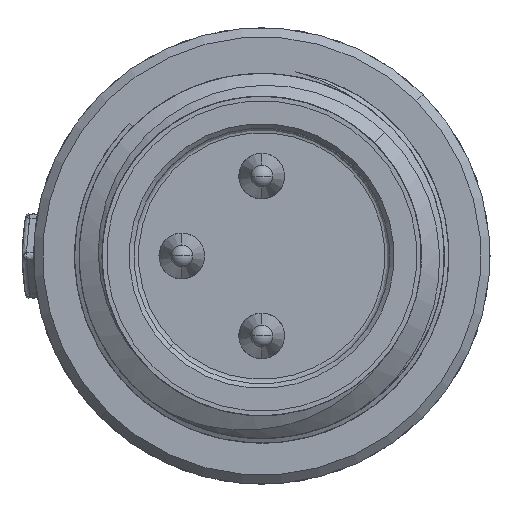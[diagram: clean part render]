
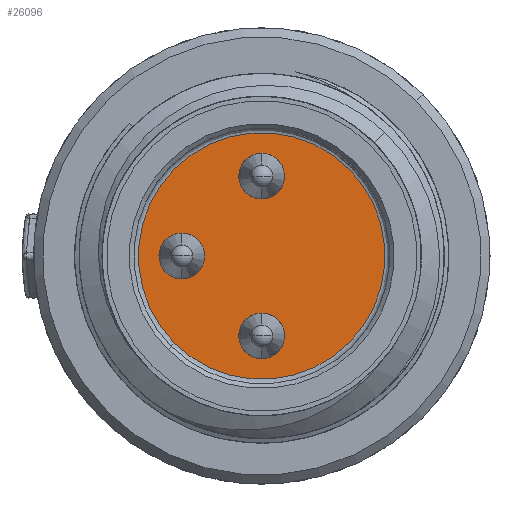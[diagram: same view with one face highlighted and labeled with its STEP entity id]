
A CAD part, left-side view. The second image highlights one B-rep face of the part: STEP entity #26096.
In plain terms, the highlighted planar face has unit normal (-1, 0, 0).
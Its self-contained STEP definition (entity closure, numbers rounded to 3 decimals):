
#2 = CIRCLE ( 'NONE', #24405, 0.5 ) ;
#464 = DIRECTION ( 'NONE',  ( 1., 0., 0. ) ) ;
#725 = CIRCLE ( 'NONE', #1418, 0.5 ) ;
#1418 = AXIS2_PLACEMENT_3D ( 'NONE', #14366, #10344, #26510 ) ;
#2138 = CARTESIAN_POINT ( 'NONE',  ( 0., -1.237, 0.737 ) ) ;
#3427 = ORIENTED_EDGE ( 'NONE', *, *, #11837, .T. ) ;
#3962 = EDGE_CURVE ( 'NONE', #27058, #41610, #725, .T. ) ;
#4061 = FACE_OUTER_BOUND ( 'NONE', #24720, .T. ) ;
#4462 = FACE_BOUND ( 'NONE', #15985, .T. ) ;
#5989 = EDGE_CURVE ( 'NONE', #22248, #13116, #19153, .T. ) ;
#8282 = CARTESIAN_POINT ( 'NONE',  ( 0., -1.237, -1.237 ) ) ;
#8557 = CIRCLE ( 'NONE', #33009, 2.7 ) ;
#8746 = EDGE_CURVE ( 'NONE', #26847, #23172, #16658, .T. ) ;
#9129 = EDGE_CURVE ( 'NONE', #23172, #26847, #22750, .T. ) ;
#9245 = CIRCLE ( 'NONE', #18787, 0.5 ) ;
#10288 = VERTEX_POINT ( 'NONE', #24644 ) ;
#10344 = DIRECTION ( 'NONE',  ( 1., 0., 0. ) ) ;
#10907 = EDGE_CURVE ( 'NONE', #10288, #39852, #35702, .T. ) ;
#11077 = DIRECTION ( 'NONE',  ( 1., 0., 0. ) ) ;
#11308 = DIRECTION ( 'NONE',  ( 0., 0., -1. ) ) ;
#11837 = EDGE_CURVE ( 'NONE', #41610, #27058, #2, .T. ) ;
#11881 = ORIENTED_EDGE ( 'NONE', *, *, #41660, .T. ) ;
#12136 = ORIENTED_EDGE ( 'NONE', *, *, #8746, .T. ) ;
#13116 = VERTEX_POINT ( 'NONE', #22339 ) ;
#13214 = FACE_BOUND ( 'NONE', #29368, .T. ) ;
#13810 = DIRECTION ( 'NONE',  ( 0., 0., -1. ) ) ;
#13876 = DIRECTION ( 'NONE',  ( 0., 0., -1. ) ) ;
#14022 = ORIENTED_EDGE ( 'NONE', *, *, #10907, .T. ) ;
#14366 = CARTESIAN_POINT ( 'NONE',  ( 0., -1.237, 1.237 ) ) ;
#15238 = DIRECTION ( 'NONE',  ( 0., 0., -1. ) ) ;
#15287 = ORIENTED_EDGE ( 'NONE', *, *, #5989, .T. ) ;
#15310 = AXIS2_PLACEMENT_3D ( 'NONE', #30345, #27579, #15238 ) ;
#15985 = EDGE_LOOP ( 'NONE', ( #3427, #29992 ) ) ;
#16588 = CARTESIAN_POINT ( 'NONE',  ( 0., 2.8, 0. ) ) ;
#16658 = CIRCLE ( 'NONE', #15310, 0.5 ) ;
#17125 = AXIS2_PLACEMENT_3D ( 'NONE', #8282, #11077, #24016 ) ;
#18084 = AXIS2_PLACEMENT_3D ( 'NONE', #37020, #36380, #11308 ) ;
#18787 = AXIS2_PLACEMENT_3D ( 'NONE', #24684, #21443, #24240 ) ;
#19153 = CIRCLE ( 'NONE', #17125, 0.5 ) ;
#19787 = AXIS2_PLACEMENT_3D ( 'NONE', #16588, #464, #29572 ) ;
#21443 = DIRECTION ( 'NONE',  ( 1., 0., 0. ) ) ;
#21622 = ORIENTED_EDGE ( 'NONE', *, *, #41721, .T. ) ;
#22084 = AXIS2_PLACEMENT_3D ( 'NONE', #33426, #29619, #13876 ) ;
#22248 = VERTEX_POINT ( 'NONE', #30794 ) ;
#22339 = CARTESIAN_POINT ( 'NONE',  ( 0., -1.237, -1.737 ) ) ;
#22750 = CIRCLE ( 'NONE', #22084, 0.5 ) ;
#22946 = PLANE ( 'NONE',  #19787 ) ;
#23172 = VERTEX_POINT ( 'NONE', #30390 ) ;
#23824 = DIRECTION ( 'NONE',  ( 0., 0., -1. ) ) ;
#24016 = DIRECTION ( 'NONE',  ( 0., 0., -1. ) ) ;
#24240 = DIRECTION ( 'NONE',  ( 0., 0., -1. ) ) ;
#24405 = AXIS2_PLACEMENT_3D ( 'NONE', #39602, #29751, #13810 ) ;
#24644 = CARTESIAN_POINT ( 'NONE',  ( 0., 0., 2.7 ) ) ;
#24684 = CARTESIAN_POINT ( 'NONE',  ( 0., -1.237, -1.237 ) ) ;
#24720 = EDGE_LOOP ( 'NONE', ( #11881, #14022 ) ) ;
#26096 = ADVANCED_FACE ( 'NONE', ( #4061, #33577, #4462, #13214 ), #22946, .F. ) ;
#26510 = DIRECTION ( 'NONE',  ( 0., 0., -1. ) ) ;
#26847 = VERTEX_POINT ( 'NONE', #26994 ) ;
#26994 = CARTESIAN_POINT ( 'NONE',  ( 0., 1.237, 1.737 ) ) ;
#27018 = CARTESIAN_POINT ( 'NONE',  ( 0., 0., 0. ) ) ;
#27058 = VERTEX_POINT ( 'NONE', #2138 ) ;
#27579 = DIRECTION ( 'NONE',  ( 1., 0., 0. ) ) ;
#29368 = EDGE_LOOP ( 'NONE', ( #12136, #35652 ) ) ;
#29572 = DIRECTION ( 'NONE',  ( 0., 0., -1. ) ) ;
#29619 = DIRECTION ( 'NONE',  ( 1., 0., 0. ) ) ;
#29751 = DIRECTION ( 'NONE',  ( 1., 0., 0. ) ) ;
#29992 = ORIENTED_EDGE ( 'NONE', *, *, #3962, .T. ) ;
#30345 = CARTESIAN_POINT ( 'NONE',  ( 0., 1.237, 1.237 ) ) ;
#30390 = CARTESIAN_POINT ( 'NONE',  ( 0., 1.237, 0.737 ) ) ;
#30794 = CARTESIAN_POINT ( 'NONE',  ( 0., -1.237, -0.737 ) ) ;
#33009 = AXIS2_PLACEMENT_3D ( 'NONE', #27018, #40050, #23824 ) ;
#33426 = CARTESIAN_POINT ( 'NONE',  ( 0., 1.237, 1.237 ) ) ;
#33577 = FACE_BOUND ( 'NONE', #34589, .T. ) ;
#34589 = EDGE_LOOP ( 'NONE', ( #15287, #21622 ) ) ;
#35652 = ORIENTED_EDGE ( 'NONE', *, *, #9129, .T. ) ;
#35702 = CIRCLE ( 'NONE', #18084, 2.7 ) ;
#36370 = CARTESIAN_POINT ( 'NONE',  ( 0., -1.237, 1.737 ) ) ;
#36380 = DIRECTION ( 'NONE',  ( -1., 0., 0. ) ) ;
#36750 = CARTESIAN_POINT ( 'NONE',  ( 0., 0., -2.7 ) ) ;
#37020 = CARTESIAN_POINT ( 'NONE',  ( 0., 0., 0. ) ) ;
#39602 = CARTESIAN_POINT ( 'NONE',  ( 0., -1.237, 1.237 ) ) ;
#39852 = VERTEX_POINT ( 'NONE', #36750 ) ;
#40050 = DIRECTION ( 'NONE',  ( -1., 0., 0. ) ) ;
#41610 = VERTEX_POINT ( 'NONE', #36370 ) ;
#41660 = EDGE_CURVE ( 'NONE', #39852, #10288, #8557, .T. ) ;
#41721 = EDGE_CURVE ( 'NONE', #13116, #22248, #9245, .T. ) ;
